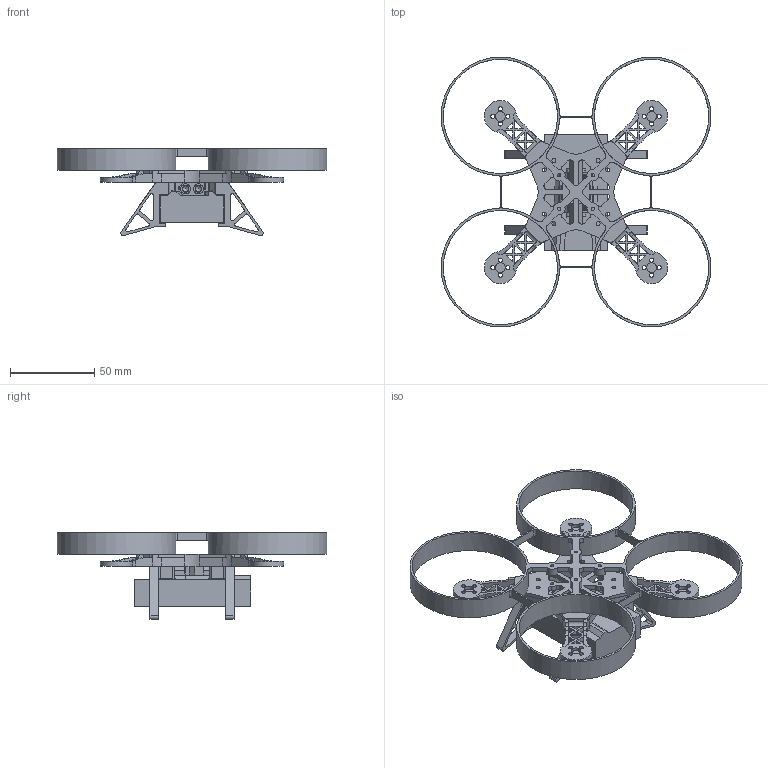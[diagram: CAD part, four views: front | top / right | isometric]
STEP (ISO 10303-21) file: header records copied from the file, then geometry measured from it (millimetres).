
FILE_DESCRIPTION(/* description */ (''),/* implementation_level */ '2;1');
FILE_NAME(/* name */ 'New New Frame v87.step',/* time_stamp */ '2019-12-30T11:34:24-05:00',/* author */ (''),/* organization */ (''),/* preprocessor_version */ 'ST-DEVELOPER v18',/* originating_system */ 'Autodesk Translation Framework v8.12.0.6',/* authorisation */ '');
FILE_SCHEMA (('AUTOMOTIVE_DESIGN { 1 0 10303 214 3 1 1 }'));
Length unit declared in the file: millimetre
Products named in the file (3): New New Frame; XT60 Buchse v1; XT60 Stecker v1
Assembly tree (2 placements, depth 2):
  New New Frame
    XT60 Buchse v1
    XT60 Stecker v1
Bounding box: 160.6 x 160.6 x 51.72 mm (x, y, z)
Volume: 55737.7 mm3; surface area: 74221.3 mm2
Topology: 13 solids, 13 shells, 1463 faces, 4135 edges, 2712 vertices
Faces by surface type: plane 875, cylinder 402, bspline 124, sphere 32, torus 26, cone 4
Full cylindrical faces by diameter (mm): 2 x8, 2.4 x40, 3.5 x6, 4 x12, 4.5 x2, 5.8 x4, 6 x4, 7 x4, 68 x4, 70.6 x4
Entity records: 49115 total; most frequent: CARTESIAN_POINT 10847, ORIENTED_EDGE 8262, DIRECTION 7389, EDGE_CURVE 4131, LINE 2833, VECTOR 2833, VERTEX_POINT 2712, AXIS2_PLACEMENT_3D 2278
